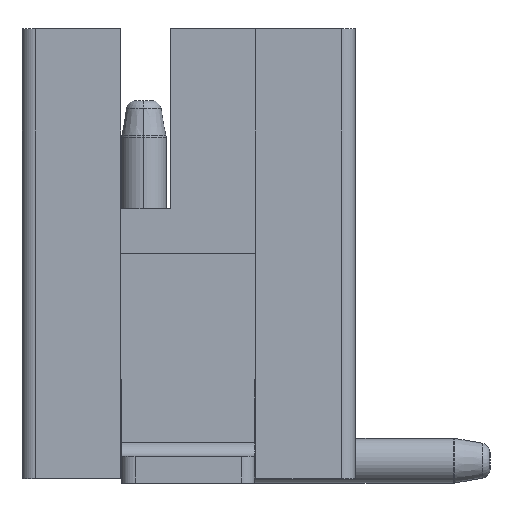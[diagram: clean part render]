
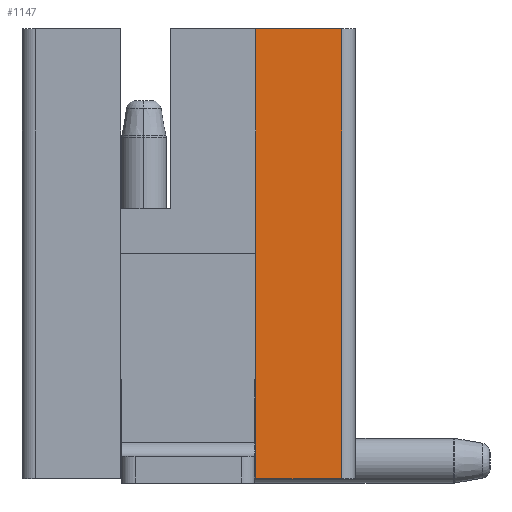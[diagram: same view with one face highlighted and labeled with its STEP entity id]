
A CAD part, left-side view. The second image highlights one B-rep face of the part: STEP entity #1147.
In plain terms, the highlighted planar face has unit normal (-1, 0, 0).
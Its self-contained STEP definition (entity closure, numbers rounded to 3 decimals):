
#1147 = ADVANCED_FACE ( 'NONE', ( #16776 ), #25427, .F. ) ;
#1425 = DIRECTION ( 'NONE',  ( 0., 0., 1. ) ) ;
#1680 = DIRECTION ( 'NONE',  ( 0., -1., 0. ) ) ;
#2503 = CARTESIAN_POINT ( 'NONE',  ( -2.25, -1.245, 0.05 ) ) ;
#3222 = ORIENTED_EDGE ( 'NONE', *, *, #17523, .T. ) ;
#3306 = AXIS2_PLACEMENT_3D ( 'NONE', #24006, #8576, #26114 ) ;
#4797 = ORIENTED_EDGE ( 'NONE', *, *, #6050, .T. ) ;
#4946 = DIRECTION ( 'NONE',  ( 0., -1., 0. ) ) ;
#5007 = DIRECTION ( 'NONE',  ( 0., 0., 1. ) ) ;
#5465 = CARTESIAN_POINT ( 'NONE',  ( -2.25, -1.245, 5.05 ) ) ;
#5659 = EDGE_CURVE ( 'NONE', #12911, #17176, #18980, .T. ) ;
#6050 = EDGE_CURVE ( 'NONE', #25062, #17176, #12102, .T. ) ;
#7482 = CARTESIAN_POINT ( 'NONE',  ( -2.25, -1.245, 0.05 ) ) ;
#8041 = VECTOR ( 'NONE', #4946, 1000. ) ;
#8576 = DIRECTION ( 'NONE',  ( 1., 0., 0. ) ) ;
#8624 = ORIENTED_EDGE ( 'NONE', *, *, #5659, .F. ) ;
#12102 = LINE ( 'NONE', #20758, #27044 ) ;
#12911 = VERTEX_POINT ( 'NONE', #5465 ) ;
#13587 = LINE ( 'NONE', #2503, #16069 ) ;
#14277 = CARTESIAN_POINT ( 'NONE',  ( -2.25, -2.2, 5.05 ) ) ;
#15161 = EDGE_CURVE ( 'NONE', #24017, #12911, #13587, .T. ) ;
#16069 = VECTOR ( 'NONE', #5007, 1000. ) ;
#16776 = FACE_OUTER_BOUND ( 'NONE', #23648, .T. ) ;
#17176 = VERTEX_POINT ( 'NONE', #14277 ) ;
#17523 = EDGE_CURVE ( 'NONE', #24017, #25062, #26805, .T. ) ;
#18697 = CARTESIAN_POINT ( 'NONE',  ( -2.25, 1.35, 5.05 ) ) ;
#18980 = LINE ( 'NONE', #18697, #24816 ) ;
#20204 = CARTESIAN_POINT ( 'NONE',  ( -2.25, 1.35, 0.05 ) ) ;
#20758 = CARTESIAN_POINT ( 'NONE',  ( -2.25, -2.2, 5.05 ) ) ;
#23477 = ORIENTED_EDGE ( 'NONE', *, *, #15161, .F. ) ;
#23648 = EDGE_LOOP ( 'NONE', ( #3222, #4797, #8624, #23477 ) ) ;
#23693 = CARTESIAN_POINT ( 'NONE',  ( -2.25, -2.2, 0.05 ) ) ;
#24006 = CARTESIAN_POINT ( 'NONE',  ( -2.25, 1.35, 5.05 ) ) ;
#24017 = VERTEX_POINT ( 'NONE', #7482 ) ;
#24816 = VECTOR ( 'NONE', #1680, 1000. ) ;
#25062 = VERTEX_POINT ( 'NONE', #23693 ) ;
#25427 = PLANE ( 'NONE',  #3306 ) ;
#26114 = DIRECTION ( 'NONE',  ( 0., 1., 0. ) ) ;
#26805 = LINE ( 'NONE', #20204, #8041 ) ;
#27044 = VECTOR ( 'NONE', #1425, 1000. ) ;
